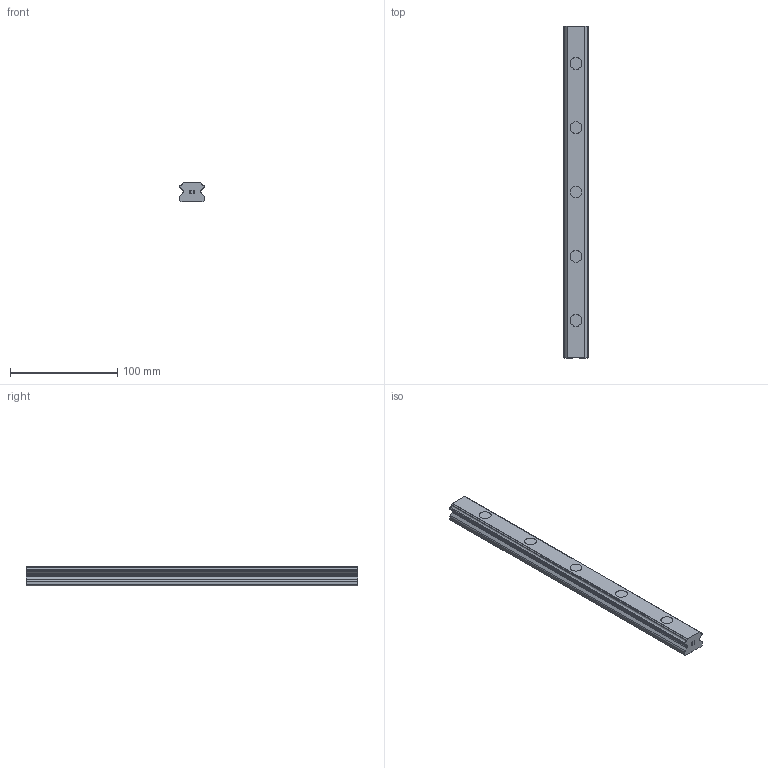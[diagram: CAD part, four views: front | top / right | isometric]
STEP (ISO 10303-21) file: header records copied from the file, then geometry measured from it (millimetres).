
FILE_DESCRIPTION(('STEP AP214'),'1');
FILE_NAME('cctmp_6DFFBC29-CCD8-43AE-9636-EBF871771AD6_2021_02_10_08_31_55_0874..stp','2021-02-10T07:31:55',('HIWIN GmbH'),('CADClick - www.CADClick.com'),'Spatial InterOp 3D',' ','unknown authorization');
FILE_SCHEMA(('AUTOMOTIVE_DESIGN'));
Length unit declared in the file: millimetre
Products named in the file (1): EGR25R310C_FILE
Bounding box: 23 x 310 x 18 mm (x, y, z)
Volume: 106804.4 mm3; surface area: 29358.1 mm2
Topology: 1 solids, 1 shells, 165 faces, 447 edges, 298 vertices
Faces by surface type: plane 115, cylinder 50
Entity records: 6565 total; most frequent: DIRECTION 919, CARTESIAN_POINT 911, ORIENTED_EDGE 894, EDGE_CURVE 447, LINE 307, VECTOR 307, AXIS2_PLACEMENT_3D 306, VERTEX_POINT 298
